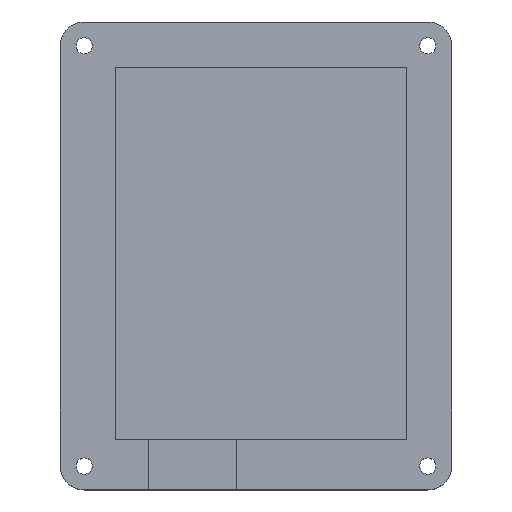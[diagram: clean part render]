
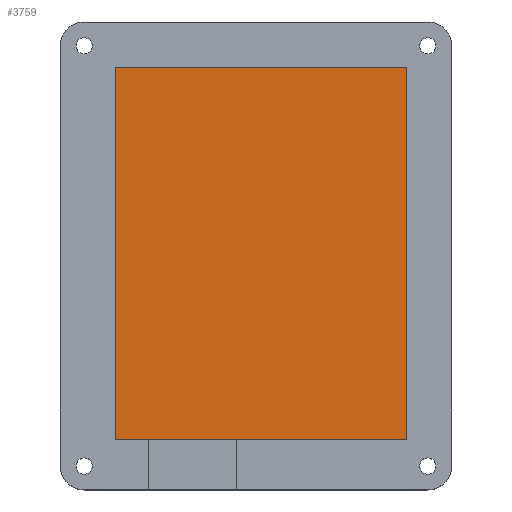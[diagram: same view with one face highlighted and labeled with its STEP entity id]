
A CAD part, top view. The second image highlights one B-rep face of the part: STEP entity #3759.
In plain terms, the highlighted planar face has unit normal (0, 0, 1).
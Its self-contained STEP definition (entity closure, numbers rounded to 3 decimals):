
#139=PLANE('',#3875);
#334=FACE_OUTER_BOUND('',#556,.T.);
#556=EDGE_LOOP('',(#3378,#3379,#3380,#3381));
#862=LINE('',#7514,#1160);
#863=LINE('',#7516,#1161);
#864=LINE('',#7518,#1162);
#865=LINE('',#7519,#1163);
#1160=VECTOR('',#4354,10.);
#1161=VECTOR('',#4355,10.);
#1162=VECTOR('',#4356,10.);
#1163=VECTOR('',#4357,10.);
#1772=VERTEX_POINT('',#7512);
#1773=VERTEX_POINT('',#7513);
#1774=VERTEX_POINT('',#7515);
#1775=VERTEX_POINT('',#7517);
#2318=EDGE_CURVE('',#1772,#1773,#862,.T.);
#2319=EDGE_CURVE('',#1774,#1772,#863,.T.);
#2320=EDGE_CURVE('',#1775,#1774,#864,.T.);
#2321=EDGE_CURVE('',#1773,#1775,#865,.T.);
#3378=ORIENTED_EDGE('',*,*,#2318,.F.);
#3379=ORIENTED_EDGE('',*,*,#2319,.F.);
#3380=ORIENTED_EDGE('',*,*,#2320,.F.);
#3381=ORIENTED_EDGE('',*,*,#2321,.F.);
#3759=ADVANCED_FACE('',(#334),#139,.T.);
#3875=AXIS2_PLACEMENT_3D('',#7511,#4352,#4353);
#4352=DIRECTION('center_axis',(0.,0.,1.));
#4353=DIRECTION('ref_axis',(1.,0.,0.));
#4354=DIRECTION('',(0.,1.,0.));
#4355=DIRECTION('',(-1.,0.,0.));
#4356=DIRECTION('',(0.,-1.,0.));
#4357=DIRECTION('',(1.,0.,0.));
#7511=CARTESIAN_POINT('Origin',(30.5,39.,3.));
#7512=CARTESIAN_POINT('',(0.,0.,3.));
#7513=CARTESIAN_POINT('',(0.,78.,3.));
#7514=CARTESIAN_POINT('',(0.,19.5,3.));
#7515=CARTESIAN_POINT('',(61.,0.,3.));
#7516=CARTESIAN_POINT('',(45.75,0.,3.));
#7517=CARTESIAN_POINT('',(61.,78.,3.));
#7518=CARTESIAN_POINT('',(61.,58.5,3.));
#7519=CARTESIAN_POINT('',(15.25,78.,3.));
